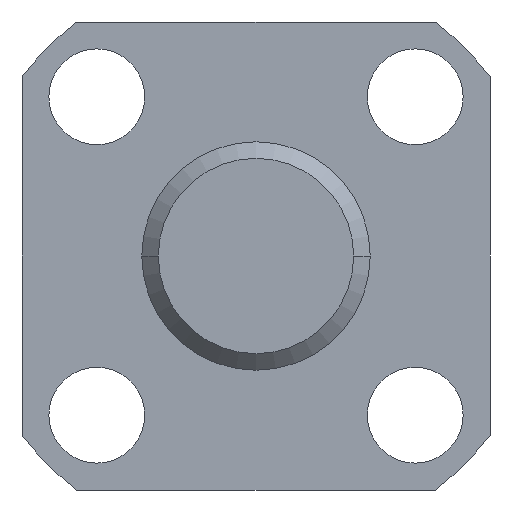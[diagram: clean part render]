
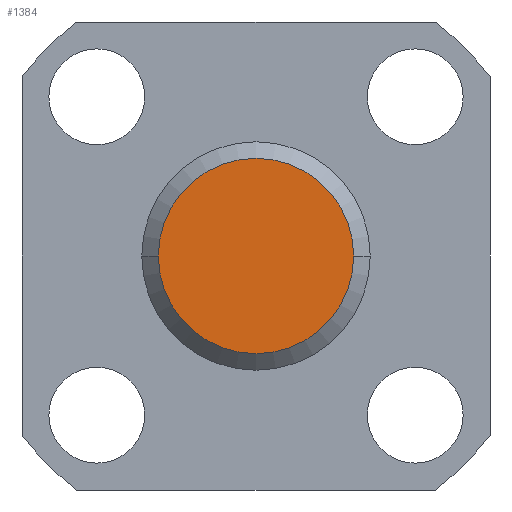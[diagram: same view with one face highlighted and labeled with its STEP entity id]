
A CAD part, left-side view. The second image highlights one B-rep face of the part: STEP entity #1384.
In plain terms, the highlighted planar face has unit normal (-1, 0, 0).
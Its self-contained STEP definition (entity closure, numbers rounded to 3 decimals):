
#125 = DIRECTION ( 'NONE',  ( 1., 0., 0. ) ) ;
#738 = VERTEX_POINT ( 'NONE', #3364 ) ;
#798 = EDGE_CURVE ( 'NONE', #738, #2851, #4408, .T. ) ;
#1249 = PLANE ( 'NONE',  #1491 ) ;
#1355 = CARTESIAN_POINT ( 'NONE',  ( 0., 0., 0. ) ) ;
#1384 = ADVANCED_FACE ( 'NONE', ( #4758 ), #1249, .T. ) ;
#1491 = AXIS2_PLACEMENT_3D ( 'NONE', #1355, #3461, #2524 ) ;
#1721 = DIRECTION ( 'NONE',  ( 0., 1., 0. ) ) ;
#2010 = EDGE_LOOP ( 'NONE', ( #4168, #2418 ) ) ;
#2418 = ORIENTED_EDGE ( 'NONE', *, *, #2758, .F. ) ;
#2524 = DIRECTION ( 'NONE',  ( 0., 0., 1. ) ) ;
#2548 = DIRECTION ( 'NONE',  ( -1., 0., 0. ) ) ;
#2602 = CARTESIAN_POINT ( 'NONE',  ( 0., 0., 0. ) ) ;
#2724 = AXIS2_PLACEMENT_3D ( 'NONE', #4226, #125, #4166 ) ;
#2758 = EDGE_CURVE ( 'NONE', #738, #2851, #4233, .T. ) ;
#2851 = VERTEX_POINT ( 'NONE', #3231 ) ;
#3231 = CARTESIAN_POINT ( 'NONE',  ( 0., -2.65, 0. ) ) ;
#3364 = CARTESIAN_POINT ( 'NONE',  ( 0., 2.65, 0. ) ) ;
#3461 = DIRECTION ( 'NONE',  ( -1., 0., 0. ) ) ;
#3833 = AXIS2_PLACEMENT_3D ( 'NONE', #2602, #2548, #1721 ) ;
#4166 = DIRECTION ( 'NONE',  ( 0., 1., 0. ) ) ;
#4168 = ORIENTED_EDGE ( 'NONE', *, *, #798, .T. ) ;
#4226 = CARTESIAN_POINT ( 'NONE',  ( 0., 0., 0. ) ) ;
#4233 = CIRCLE ( 'NONE', #2724, 2.65 ) ;
#4408 = CIRCLE ( 'NONE', #3833, 2.65 ) ;
#4758 = FACE_OUTER_BOUND ( 'NONE', #2010, .T. ) ;
